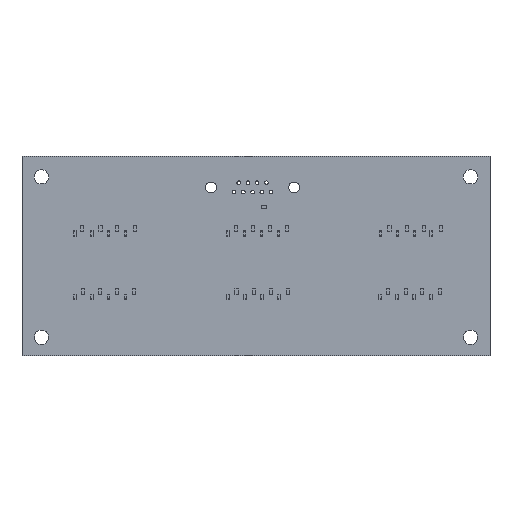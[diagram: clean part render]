
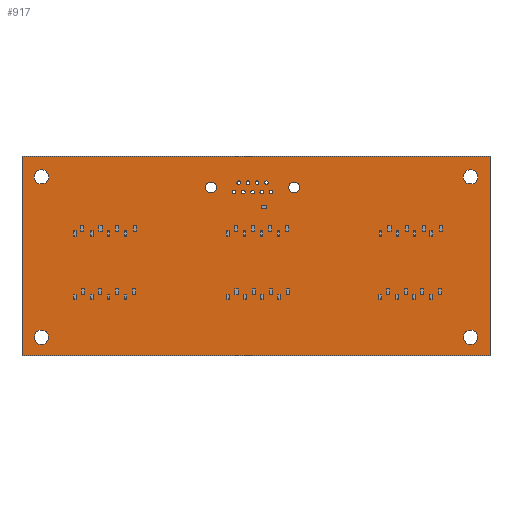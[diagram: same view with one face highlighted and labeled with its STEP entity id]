
A CAD part, top view. The second image highlights one B-rep face of the part: STEP entity #917.
In plain terms, the highlighted planar face has unit normal (0, 0, 1).
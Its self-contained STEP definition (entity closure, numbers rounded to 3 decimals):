
#248 = VERTEX_POINT('',#249);
#249 = CARTESIAN_POINT('',(25.4,55.372,0.411));
#255 = EDGE_CURVE('',#248,#256,#258,.T.);
#256 = VERTEX_POINT('',#257);
#257 = CARTESIAN_POINT('',(25.4,115.443,0.411));
#258 = LINE('',#259,#260);
#259 = CARTESIAN_POINT('',(25.4,55.372,0.411));
#260 = VECTOR('',#261,1.);
#261 = DIRECTION('',(0.,1.,0.));
#286 = EDGE_CURVE('',#256,#287,#289,.T.);
#287 = VERTEX_POINT('',#288);
#288 = CARTESIAN_POINT('',(166.116,115.443,0.411));
#289 = LINE('',#290,#291);
#290 = CARTESIAN_POINT('',(25.4,115.443,0.411));
#291 = VECTOR('',#292,1.);
#292 = DIRECTION('',(1.,0.,0.));
#317 = EDGE_CURVE('',#287,#318,#320,.T.);
#318 = VERTEX_POINT('',#319);
#319 = CARTESIAN_POINT('',(166.116,55.372,0.411));
#320 = LINE('',#321,#322);
#321 = CARTESIAN_POINT('',(166.116,115.443,0.411));
#322 = VECTOR('',#323,1.);
#323 = DIRECTION('',(0.,-1.,0.));
#348 = EDGE_CURVE('',#318,#248,#349,.T.);
#349 = LINE('',#350,#351);
#350 = CARTESIAN_POINT('',(166.116,55.372,0.411));
#351 = VECTOR('',#352,1.);
#352 = DIRECTION('',(-1.,0.,0.));
#372 = VERTEX_POINT('',#373);
#373 = CARTESIAN_POINT('',(33.401,60.96,0.411));
#379 = EDGE_CURVE('',#372,#372,#380,.T.);
#380 = CIRCLE('',#381,2.159);
#381 = AXIS2_PLACEMENT_3D('',#382,#383,#384);
#382 = CARTESIAN_POINT('',(31.242,60.96,0.411));
#383 = DIRECTION('',(0.,0.,1.));
#384 = DIRECTION('',(1.,0.,0.));
#405 = VERTEX_POINT('',#406);
#406 = CARTESIAN_POINT('',(92.505,104.602,0.411));
#412 = EDGE_CURVE('',#405,#405,#413,.T.);
#413 = CIRCLE('',#414,0.545);
#414 = AXIS2_PLACEMENT_3D('',#415,#416,#417);
#415 = CARTESIAN_POINT('',(91.96,104.602,0.411));
#416 = DIRECTION('',(0.,0.,1.));
#417 = DIRECTION('',(1.,0.,0.));
#438 = VERTEX_POINT('',#439);
#439 = CARTESIAN_POINT('',(89.735,104.602,0.411));
#445 = EDGE_CURVE('',#438,#438,#446,.T.);
#446 = CIRCLE('',#447,0.545);
#447 = AXIS2_PLACEMENT_3D('',#448,#449,#450);
#448 = CARTESIAN_POINT('',(89.19,104.602,0.411));
#449 = DIRECTION('',(0.,0.,1.));
#450 = DIRECTION('',(1.,0.,0.));
#471 = VERTEX_POINT('',#472);
#472 = CARTESIAN_POINT('',(83.865,106.022,0.411));
#478 = EDGE_CURVE('',#471,#471,#479,.T.);
#479 = CIRCLE('',#480,1.63);
#480 = AXIS2_PLACEMENT_3D('',#481,#482,#483);
#481 = CARTESIAN_POINT('',(82.235,106.022,0.411));
#482 = DIRECTION('',(0.,0.,1.));
#483 = DIRECTION('',(1.,0.,0.));
#504 = VERTEX_POINT('',#505);
#505 = CARTESIAN_POINT('',(33.401,109.22,0.411));
#511 = EDGE_CURVE('',#504,#504,#512,.T.);
#512 = CIRCLE('',#513,2.159);
#513 = AXIS2_PLACEMENT_3D('',#514,#515,#516);
#514 = CARTESIAN_POINT('',(31.242,109.22,0.411));
#515 = DIRECTION('',(0.,0.,1.));
#516 = DIRECTION('',(1.,0.,0.));
#537 = VERTEX_POINT('',#538);
#538 = CARTESIAN_POINT('',(93.89,107.442,0.411));
#544 = EDGE_CURVE('',#537,#537,#545,.T.);
#545 = CIRCLE('',#546,0.545);
#546 = AXIS2_PLACEMENT_3D('',#547,#548,#549);
#547 = CARTESIAN_POINT('',(93.345,107.442,0.411));
#548 = DIRECTION('',(0.,0.,1.));
#549 = DIRECTION('',(1.,0.,0.));
#570 = VERTEX_POINT('',#571);
#571 = CARTESIAN_POINT('',(91.12,107.442,0.411));
#577 = EDGE_CURVE('',#570,#570,#578,.T.);
#578 = CIRCLE('',#579,0.545);
#579 = AXIS2_PLACEMENT_3D('',#580,#581,#582);
#580 = CARTESIAN_POINT('',(90.575,107.442,0.411));
#581 = DIRECTION('',(0.,0.,1.));
#582 = DIRECTION('',(1.,0.,0.));
#603 = VERTEX_POINT('',#604);
#604 = CARTESIAN_POINT('',(98.045,104.602,0.411));
#610 = EDGE_CURVE('',#603,#603,#611,.T.);
#611 = CIRCLE('',#612,0.545);
#612 = AXIS2_PLACEMENT_3D('',#613,#614,#615);
#613 = CARTESIAN_POINT('',(97.5,104.602,0.411));
#614 = DIRECTION('',(0.,0.,1.));
#615 = DIRECTION('',(1.,0.,0.));
#636 = VERTEX_POINT('',#637);
#637 = CARTESIAN_POINT('',(95.275,104.602,0.411));
#643 = EDGE_CURVE('',#636,#636,#644,.T.);
#644 = CIRCLE('',#645,0.545);
#645 = AXIS2_PLACEMENT_3D('',#646,#647,#648);
#646 = CARTESIAN_POINT('',(94.73,104.602,0.411));
#647 = DIRECTION('',(0.,0.,1.));
#648 = DIRECTION('',(1.,0.,0.));
#669 = VERTEX_POINT('',#670);
#670 = CARTESIAN_POINT('',(162.433,60.96,0.411));
#676 = EDGE_CURVE('',#669,#669,#677,.T.);
#677 = CIRCLE('',#678,2.159);
#678 = AXIS2_PLACEMENT_3D('',#679,#680,#681);
#679 = CARTESIAN_POINT('',(160.274,60.96,0.411));
#680 = DIRECTION('',(0.,0.,1.));
#681 = DIRECTION('',(1.,0.,0.));
#702 = VERTEX_POINT('',#703);
#703 = CARTESIAN_POINT('',(100.815,104.602,0.411));
#709 = EDGE_CURVE('',#702,#702,#710,.T.);
#710 = CIRCLE('',#711,0.545);
#711 = AXIS2_PLACEMENT_3D('',#712,#713,#714);
#712 = CARTESIAN_POINT('',(100.27,104.602,0.411));
#713 = DIRECTION('',(0.,0.,1.));
#714 = DIRECTION('',(1.,0.,0.));
#735 = VERTEX_POINT('',#736);
#736 = CARTESIAN_POINT('',(99.43,107.442,0.411));
#742 = EDGE_CURVE('',#735,#735,#743,.T.);
#743 = CIRCLE('',#744,0.545);
#744 = AXIS2_PLACEMENT_3D('',#745,#746,#747);
#745 = CARTESIAN_POINT('',(98.885,107.442,0.411));
#746 = DIRECTION('',(0.,0.,1.));
#747 = DIRECTION('',(1.,0.,0.));
#768 = VERTEX_POINT('',#769);
#769 = CARTESIAN_POINT('',(96.66,107.442,0.411));
#775 = EDGE_CURVE('',#768,#768,#776,.T.);
#776 = CIRCLE('',#777,0.545);
#777 = AXIS2_PLACEMENT_3D('',#778,#779,#780);
#778 = CARTESIAN_POINT('',(96.115,107.442,0.411));
#779 = DIRECTION('',(0.,0.,1.));
#780 = DIRECTION('',(1.,0.,0.));
#801 = VERTEX_POINT('',#802);
#802 = CARTESIAN_POINT('',(108.855,106.022,0.411));
#808 = EDGE_CURVE('',#801,#801,#809,.T.);
#809 = CIRCLE('',#810,1.63);
#810 = AXIS2_PLACEMENT_3D('',#811,#812,#813);
#811 = CARTESIAN_POINT('',(107.225,106.022,0.411));
#812 = DIRECTION('',(0.,0.,1.));
#813 = DIRECTION('',(1.,0.,0.));
#834 = VERTEX_POINT('',#835);
#835 = CARTESIAN_POINT('',(162.433,109.22,0.411));
#841 = EDGE_CURVE('',#834,#834,#842,.T.);
#842 = CIRCLE('',#843,2.159);
#843 = AXIS2_PLACEMENT_3D('',#844,#845,#846);
#844 = CARTESIAN_POINT('',(160.274,109.22,0.411));
#845 = DIRECTION('',(0.,0.,1.));
#846 = DIRECTION('',(1.,0.,0.));
#917 = ADVANCED_FACE('',(#918,#924,#927,#930,#933,#936,#939,#942,#945,
    #948,#951,#954,#957,#960,#963,#966),#969,.T.);
#918 = FACE_BOUND('',#919,.F.);
#919 = EDGE_LOOP('',(#920,#921,#922,#923));
#920 = ORIENTED_EDGE('',*,*,#255,.T.);
#921 = ORIENTED_EDGE('',*,*,#286,.T.);
#922 = ORIENTED_EDGE('',*,*,#317,.T.);
#923 = ORIENTED_EDGE('',*,*,#348,.T.);
#924 = FACE_BOUND('',#925,.T.);
#925 = EDGE_LOOP('',(#926));
#926 = ORIENTED_EDGE('',*,*,#379,.F.);
#927 = FACE_BOUND('',#928,.T.);
#928 = EDGE_LOOP('',(#929));
#929 = ORIENTED_EDGE('',*,*,#412,.F.);
#930 = FACE_BOUND('',#931,.T.);
#931 = EDGE_LOOP('',(#932));
#932 = ORIENTED_EDGE('',*,*,#445,.F.);
#933 = FACE_BOUND('',#934,.T.);
#934 = EDGE_LOOP('',(#935));
#935 = ORIENTED_EDGE('',*,*,#478,.F.);
#936 = FACE_BOUND('',#937,.T.);
#937 = EDGE_LOOP('',(#938));
#938 = ORIENTED_EDGE('',*,*,#511,.F.);
#939 = FACE_BOUND('',#940,.T.);
#940 = EDGE_LOOP('',(#941));
#941 = ORIENTED_EDGE('',*,*,#544,.F.);
#942 = FACE_BOUND('',#943,.T.);
#943 = EDGE_LOOP('',(#944));
#944 = ORIENTED_EDGE('',*,*,#577,.F.);
#945 = FACE_BOUND('',#946,.T.);
#946 = EDGE_LOOP('',(#947));
#947 = ORIENTED_EDGE('',*,*,#610,.F.);
#948 = FACE_BOUND('',#949,.T.);
#949 = EDGE_LOOP('',(#950));
#950 = ORIENTED_EDGE('',*,*,#643,.F.);
#951 = FACE_BOUND('',#952,.T.);
#952 = EDGE_LOOP('',(#953));
#953 = ORIENTED_EDGE('',*,*,#676,.F.);
#954 = FACE_BOUND('',#955,.T.);
#955 = EDGE_LOOP('',(#956));
#956 = ORIENTED_EDGE('',*,*,#709,.F.);
#957 = FACE_BOUND('',#958,.T.);
#958 = EDGE_LOOP('',(#959));
#959 = ORIENTED_EDGE('',*,*,#742,.F.);
#960 = FACE_BOUND('',#961,.T.);
#961 = EDGE_LOOP('',(#962));
#962 = ORIENTED_EDGE('',*,*,#775,.F.);
#963 = FACE_BOUND('',#964,.T.);
#964 = EDGE_LOOP('',(#965));
#965 = ORIENTED_EDGE('',*,*,#808,.F.);
#966 = FACE_BOUND('',#967,.T.);
#967 = EDGE_LOOP('',(#968));
#968 = ORIENTED_EDGE('',*,*,#841,.F.);
#969 = PLANE('',#970);
#970 = AXIS2_PLACEMENT_3D('',#971,#972,#973);
#971 = CARTESIAN_POINT('',(25.4,55.372,0.411));
#972 = DIRECTION('',(0.,0.,1.));
#973 = DIRECTION('',(1.,0.,0.));
